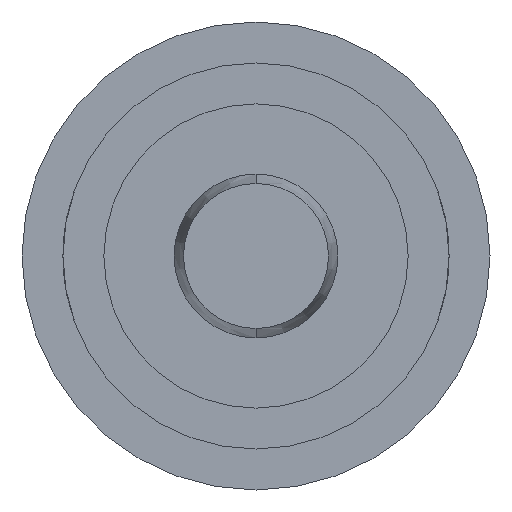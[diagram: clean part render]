
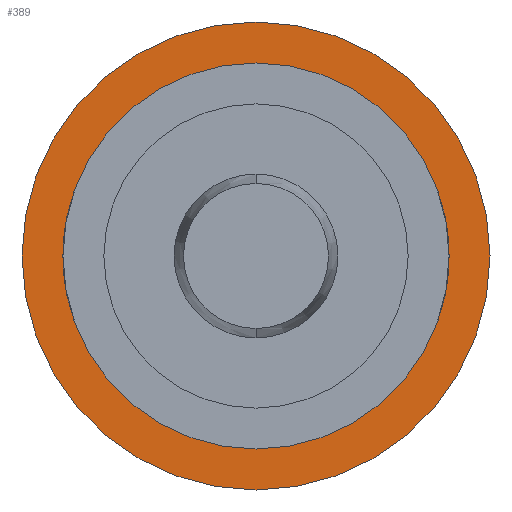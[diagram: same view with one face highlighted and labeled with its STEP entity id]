
A CAD part, front view. The second image highlights one B-rep face of the part: STEP entity #389.
In plain terms, the highlighted planar face has unit normal (0, -1, 0).
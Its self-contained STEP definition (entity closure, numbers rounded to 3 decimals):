
#58 = FACE_BOUND ( 'NONE', #1801, .T. ) ;
#106 = ORIENTED_EDGE ( 'NONE', *, *, #801, .F. ) ;
#108 = DIRECTION ( 'NONE',  ( 0., 1., 0. ) ) ;
#389 = ADVANCED_FACE ( 'Defeature ausgef�hrt4_6', ( #2841, #58 ), #3009, .F. ) ;
#461 = EDGE_LOOP ( 'NONE', ( #550, #106 ) ) ;
#524 = DIRECTION ( 'NONE',  ( 0., 0., 1. ) ) ;
#550 = ORIENTED_EDGE ( 'NONE', *, *, #2446, .F. ) ;
#573 = DIRECTION ( 'NONE',  ( 0., 0., 1. ) ) ;
#598 = EDGE_CURVE ( 'Defeature ausgef�hrt4_6+Defeature ausgef�hrt4_0+Defeature ausgef�hrt4_0+Defeature ausgef�hrt4_0', #1269, #1829, #756, .T. ) ;
#756 = CIRCLE ( 'NONE', #2600, 0.825 ) ;
#801 = EDGE_CURVE ( 'Defeature ausgef�hrt4_7+Defeature ausgef�hrt4_6+Defeature ausgef�hrt4_6+Defeature ausgef�hrt4_6', #1896, #1960, #923, .T. ) ;
#856 = DIRECTION ( 'NONE',  ( 0., 0., 1. ) ) ;
#873 = CARTESIAN_POINT ( 'NONE',  ( 0., 28., 0. ) ) ;
#906 = DIRECTION ( 'NONE',  ( 0., 1., 0. ) ) ;
#907 = CARTESIAN_POINT ( 'NONE',  ( 0., 28., 0. ) ) ;
#923 = CIRCLE ( 'NONE', #3115, 1. ) ;
#1095 = CARTESIAN_POINT ( 'NONE',  ( 0., 28., -0.825 ) ) ;
#1214 = ORIENTED_EDGE ( 'NONE', *, *, #2670, .T. ) ;
#1269 = VERTEX_POINT ( 'NONE', #1095 ) ;
#1284 = CARTESIAN_POINT ( 'NONE',  ( 0., 28., 0. ) ) ;
#1367 = DIRECTION ( 'NONE',  ( 0., 1., 0. ) ) ;
#1758 = CIRCLE ( 'NONE', #3525, 1. ) ;
#1801 = EDGE_LOOP ( 'NONE', ( #2177, #1214 ) ) ;
#1829 = VERTEX_POINT ( 'NONE', #3065 ) ;
#1896 = VERTEX_POINT ( 'NONE', #2342 ) ;
#1960 = VERTEX_POINT ( 'NONE', #3159 ) ;
#2140 = AXIS2_PLACEMENT_3D ( 'NONE', #873, #906, #856 ) ;
#2177 = ORIENTED_EDGE ( 'NONE', *, *, #598, .T. ) ;
#2203 = CARTESIAN_POINT ( 'NONE',  ( 0.825, 28., 0. ) ) ;
#2231 = CIRCLE ( 'NONE', #2140, 0.825 ) ;
#2342 = CARTESIAN_POINT ( 'NONE',  ( 0., 28., -1. ) ) ;
#2446 = EDGE_CURVE ( 'Defeature ausgef�hrt4_7+Defeature ausgef�hrt4_6+Defeature ausgef�hrt4_6+Defeature ausgef�hrt4_6', #1960, #1896, #1758, .T. ) ;
#2600 = AXIS2_PLACEMENT_3D ( 'NONE', #907, #108, #3376 ) ;
#2670 = EDGE_CURVE ( 'Defeature ausgef�hrt4_6+Defeature ausgef�hrt4_0+Defeature ausgef�hrt4_0+Defeature ausgef�hrt4_0', #1829, #1269, #2231, .T. ) ;
#2841 = FACE_OUTER_BOUND ( 'NONE', #461, .T. ) ;
#2842 = AXIS2_PLACEMENT_3D ( 'NONE', #2203, #1367, #573 ) ;
#2963 = CARTESIAN_POINT ( 'NONE',  ( 0., 28., 0. ) ) ;
#2975 = DIRECTION ( 'NONE',  ( 0., 1., 0. ) ) ;
#3009 = PLANE ( 'NONE',  #2842 ) ;
#3065 = CARTESIAN_POINT ( 'NONE',  ( 0., 28., 0.825 ) ) ;
#3115 = AXIS2_PLACEMENT_3D ( 'NONE', #2963, #2975, #524 ) ;
#3159 = CARTESIAN_POINT ( 'NONE',  ( 0., 28., 1. ) ) ;
#3185 = DIRECTION ( 'NONE',  ( 0., 0., 1. ) ) ;
#3376 = DIRECTION ( 'NONE',  ( 0., 0., 1. ) ) ;
#3496 = DIRECTION ( 'NONE',  ( 0., 1., 0. ) ) ;
#3525 = AXIS2_PLACEMENT_3D ( 'NONE', #1284, #3496, #3185 ) ;
